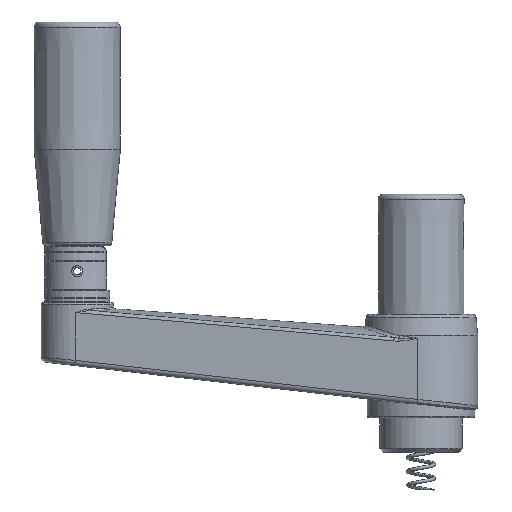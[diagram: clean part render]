
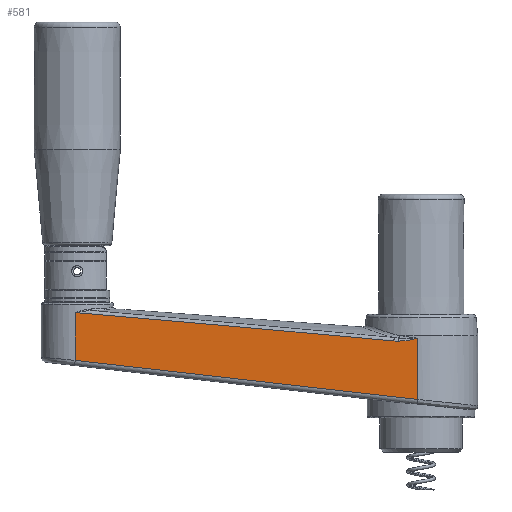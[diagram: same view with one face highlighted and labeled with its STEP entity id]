
A CAD part, left-side view. The second image highlights one B-rep face of the part: STEP entity #581.
In plain terms, the highlighted planar face has unit normal (-0.998, 0.06, 0).
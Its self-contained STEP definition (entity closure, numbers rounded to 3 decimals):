
#581 = ADVANCED_FACE( '', ( #792 ), #793, .T. );
#792 = FACE_OUTER_BOUND( '', #1330, .T. );
#793 = PLANE( '', #1331 );
#1330 = EDGE_LOOP( '', ( #3107, #3108, #3109, #3110, #3111, #3112 ) );
#1331 = AXIS2_PLACEMENT_3D( '', #3113, #3114, #3115 );
#3107 = ORIENTED_EDGE( '', *, *, #4459, .F. );
#3108 = ORIENTED_EDGE( '', *, *, #4460, .T. );
#3109 = ORIENTED_EDGE( '', *, *, #4449, .T. );
#3110 = ORIENTED_EDGE( '', *, *, #4447, .T. );
#3111 = ORIENTED_EDGE( '', *, *, #4461, .T. );
#3112 = ORIENTED_EDGE( '', *, *, #4462, .T. );
#3113 = CARTESIAN_POINT( '', ( -16.47, 0.99, 34. ) );
#3114 = DIRECTION( '', ( -0.998, 0.06, 0. ) );
#3115 = DIRECTION( '', ( -0.06, -0.998, 0. ) );
#4447 = EDGE_CURVE( '', #4933, #4931, #4934, .T. );
#4449 = EDGE_CURVE( '', #4936, #4933, #4937, .T. );
#4459 = EDGE_CURVE( '', #4953, #4954, #4955, .T. );
#4460 = EDGE_CURVE( '', #4953, #4936, #4956, .F. );
#4461 = EDGE_CURVE( '', #4931, #4957, #4958, .T. );
#4462 = EDGE_CURVE( '', #4957, #4954, #4959, .F. );
#4931 = VERTEX_POINT( '', #5708 );
#4933 = VERTEX_POINT( '', #5740 );
#4934 = ELLIPSE( '', #5741, 818.866, 49. );
#4936 = VERTEX_POINT( '', #5743 );
#4937 = B_SPLINE_CURVE_WITH_KNOTS( '', 3, ( #5744, #5745, #5746, #5747, #5748, #5749 ), .UNSPECIFIED., .F., .F., ( 4, 2, 4 ), ( 0., 0.001, 0.001 ), .UNSPECIFIED. );
#4953 = VERTEX_POINT( '', #5993 );
#4954 = VERTEX_POINT( '', #5994 );
#4955 = LINE( '', #5995, #5996 );
#4956 = B_SPLINE_CURVE_WITH_KNOTS( '', 3, ( #5997, #5998, #5999, #6000, #6001, #6002, #6003, #6004, #6005, #6006, #6007, #6008, #6009, #6010, #6011, #6012, #6013, #6014, #6015, #6016, #6017, #6018, #6019, #6020, #6021, #6022 ), .UNSPECIFIED., .F., .F., ( 4, 2, 2, 2, 2, 1, 2, 2, 1, 1, 1, 1, 1, 2, 2, 4 ), ( 0., 0.001, 0.001, 0.002, 0.003, 0.004, 0.004, 0.004, 0.004, 0.005, 0.005, 0.005, 0.006, 0.006, 0.006, 0.006 ), .UNSPECIFIED. );
#4957 = VERTEX_POINT( '', #6023 );
#4958 = LINE( '', #6024, #6025 );
#4959 = LINE( '', #6026, #6027 );
#5708 = CARTESIAN_POINT( '', ( -10.481, 100.63, 30.595 ) );
#5740 = CARTESIAN_POINT( '', ( -16.053, 7.935, 22.34 ) );
#5741 = AXIS2_PLACEMENT_3D( '', #8095, #8096, #8097 );
#5743 = CARTESIAN_POINT( '', ( -16.134, 6.578, 22.291 ) );
#5744 = CARTESIAN_POINT( '', ( -16.134, 6.578, 22.291 ) );
#5745 = CARTESIAN_POINT( '', ( -16.121, 6.804, 22.287 ) );
#5746 = CARTESIAN_POINT( '', ( -16.107, 7.031, 22.289 ) );
#5747 = CARTESIAN_POINT( '', ( -16.08, 7.483, 22.305 ) );
#5748 = CARTESIAN_POINT( '', ( -16.066, 7.709, 22.319 ) );
#5749 = CARTESIAN_POINT( '', ( -16.053, 7.935, 22.34 ) );
#5993 = CARTESIAN_POINT( '', ( -16.47, 0.99, 23.128 ) );
#5994 = CARTESIAN_POINT( '', ( -16.47, 0.99, 5.333 ) );
#5995 = CARTESIAN_POINT( '', ( -16.47, 0.99, 34. ) );
#5996 = VECTOR( '', #8110, 1000. );
#5997 = CARTESIAN_POINT( '', ( -16.134, 6.578, 22.291 ) );
#5998 = CARTESIAN_POINT( '', ( -16.149, 6.341, 22.293 ) );
#5999 = CARTESIAN_POINT( '', ( -16.163, 6.105, 22.301 ) );
#6000 = CARTESIAN_POINT( '', ( -16.191, 5.634, 22.326 ) );
#6001 = CARTESIAN_POINT( '', ( -16.205, 5.399, 22.343 ) );
#6002 = CARTESIAN_POINT( '', ( -16.233, 4.93, 22.387 ) );
#6003 = CARTESIAN_POINT( '', ( -16.248, 4.695, 22.413 ) );
#6004 = CARTESIAN_POINT( '', ( -16.276, 4.228, 22.472 ) );
#6005 = CARTESIAN_POINT( '', ( -16.29, 3.995, 22.506 ) );
#6006 = CARTESIAN_POINT( '', ( -16.318, 3.53, 22.58 ) );
#6007 = CARTESIAN_POINT( '', ( -16.339, 3.181, 22.641 ) );
#6008 = CARTESIAN_POINT( '', ( -16.359, 2.833, 22.708 ) );
#6009 = CARTESIAN_POINT( '', ( -16.37, 2.66, 22.743 ) );
#6010 = CARTESIAN_POINT( '', ( -16.373, 2.602, 22.755 ) );
#6011 = CARTESIAN_POINT( '', ( -16.38, 2.486, 22.779 ) );
#6012 = CARTESIAN_POINT( '', ( -16.398, 2.197, 22.84 ) );
#6013 = CARTESIAN_POINT( '', ( -16.422, 1.793, 22.931 ) );
#6014 = CARTESIAN_POINT( '', ( -16.446, 1.391, 23.027 ) );
#6015 = CARTESIAN_POINT( '', ( -16.458, 1.19, 23.077 ) );
#6016 = CARTESIAN_POINT( '', ( -16.464, 1.09, 23.102 ) );
#6017 = CARTESIAN_POINT( '', ( -16.467, 1.047, 23.113 ) );
#6018 = CARTESIAN_POINT( '', ( -16.468, 1.026, 23.118 ) );
#6019 = CARTESIAN_POINT( '', ( -16.469, 1.019, 23.12 ) );
#6020 = CARTESIAN_POINT( '', ( -16.469, 1.004, 23.124 ) );
#6021 = CARTESIAN_POINT( '', ( -16.47, 0.997, 23.126 ) );
#6022 = CARTESIAN_POINT( '', ( -16.47, 0.99, 23.128 ) );
#6023 = CARTESIAN_POINT( '', ( -10.481, 100.63, 16.686 ) );
#6024 = CARTESIAN_POINT( '', ( -10.481, 100.63, 34. ) );
#6025 = VECTOR( '', #8111, 1000. );
#6026 = CARTESIAN_POINT( '', ( -16.48, 0.822, 5.314 ) );
#6027 = VECTOR( '', #8112, 1000. );
#8095 = CARTESIAN_POINT( '', ( -0.998, 258.393, -6.023 ) );
#8096 = DIRECTION( '', ( -0.998, 0.06, 0. ) );
#8097 = DIRECTION( '', ( 0.06, 0.996, 0.073 ) );
#8110 = DIRECTION( '', ( 0., 0., -1. ) );
#8111 = DIRECTION( '', ( 0., 0., -1. ) );
#8112 = DIRECTION( '', ( 0.06, 0.992, 0.113 ) );
